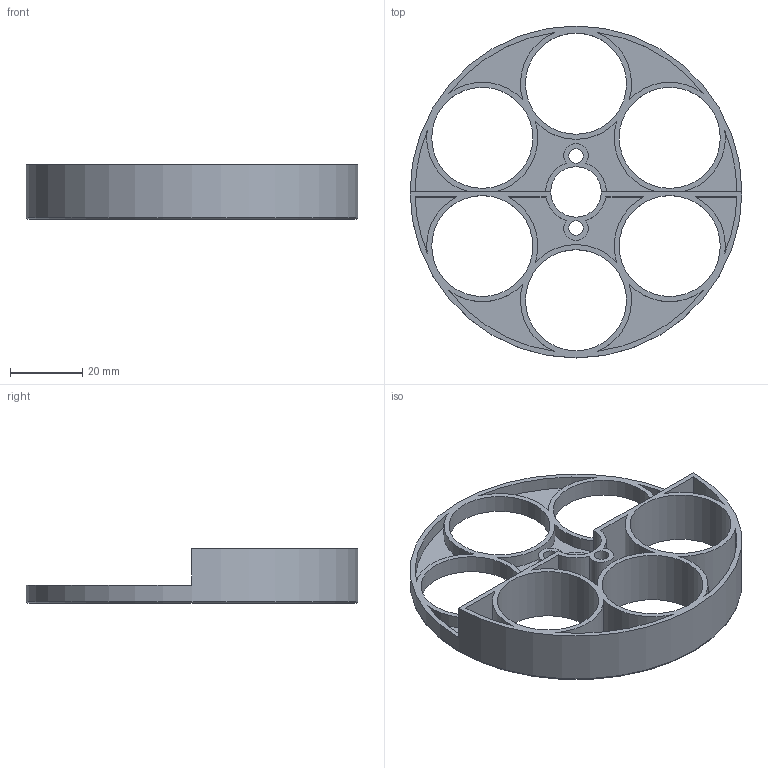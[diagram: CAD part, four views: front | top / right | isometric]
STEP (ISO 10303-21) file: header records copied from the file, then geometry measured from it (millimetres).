
FILE_DESCRIPTION(/* description */ (''),/* implementation_level */ '2;1');
FILE_NAME(/* name */ 'minigun ring for vulcan v10.step',/* time_stamp */ '2021-11-23T10:47:27+00:00',/* author */ (''),/* organization */ (''),/* preprocessor_version */ 'ST-DEVELOPER v18.1',/* originating_system */ 'Autodesk Translation Framework v10.10.0.1391',/* authorisation */ '');
FILE_SCHEMA (('AUTOMOTIVE_DESIGN { 1 0 10303 214 3 1 1 }'));
Length unit declared in the file: millimetre
Products named in the file (1): minigun ring for vulcan
Bounding box: 92 x 92 x 15 mm (x, y, z)
Volume: 15270.9 mm3; surface area: 21682.4 mm2
Topology: 1 solids, 1 shells, 63 faces, 162 edges, 107 vertices
Faces by surface type: cylinder 42, plane 20, torus 1
Full cylindrical faces by diameter (mm): 4 x2, 14 x1, 28 x6, 92 x1
Entity records: 2029 total; most frequent: DIRECTION 378, CARTESIAN_POINT 333, ORIENTED_EDGE 324, EDGE_CURVE 162, AXIS2_PLACEMENT_3D 152, VERTEX_POINT 107, CIRCLE 88, EDGE_LOOP 87
